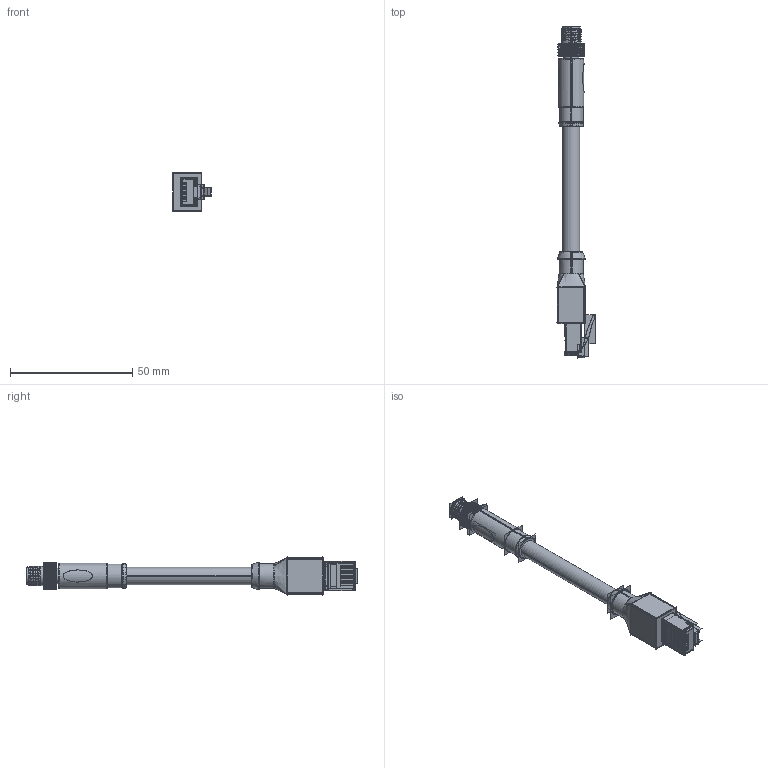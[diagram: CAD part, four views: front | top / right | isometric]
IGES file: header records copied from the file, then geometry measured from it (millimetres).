
Start section:  PTC IGES file: 244317_sm01.igs
Global section: file name: 244317_sm01.igs; native system: Creo Parametric by PTC Inc.; preprocessor: 2022414; author: banengservice; organization: Unknown; date: 20240822.081929; units: millimetre
Bounding box: 15.84 x 135.55 x 15.77 mm (x, y, z)
Volume: 18792 mm3; surface area: 60288.6 mm2
Topology: 1 solids, 3 shells, 4802 faces, 29610 edges, 41321 vertices
Faces by surface type: bspline 3608, revolution 1190, extrusion 4
